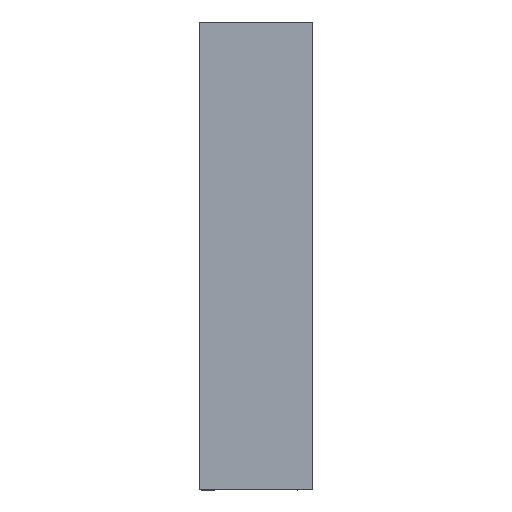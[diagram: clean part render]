
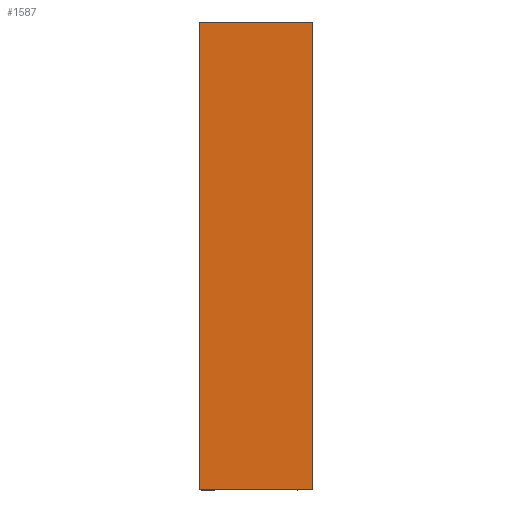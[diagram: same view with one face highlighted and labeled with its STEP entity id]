
A CAD part, top view. The second image highlights one B-rep face of the part: STEP entity #1587.
In plain terms, the highlighted planar face has unit normal (0, 0, 1).
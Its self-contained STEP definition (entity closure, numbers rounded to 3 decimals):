
#1574=AXIS2_PLACEMENT_3D('Plane Axis2P3D',#1571,#1572,#1573) ;
#369=CARTESIAN_POINT('Vertex',(0.,24.4,4.8)) ;
#372=CARTESIAN_POINT('Line Origine',(2.95,24.4,4.8)) ;
#376=CARTESIAN_POINT('Vertex',(5.9,24.4,4.8)) ;
#486=CARTESIAN_POINT('Vertex',(5.9,0.,4.8)) ;
#489=CARTESIAN_POINT('Line Origine',(2.95,0.,4.8)) ;
#493=CARTESIAN_POINT('Vertex',(0.,0.,4.8)) ;
#1559=CARTESIAN_POINT('Line Origine',(0.,12.2,4.8)) ;
#1571=CARTESIAN_POINT('Axis2P3D Location',(0.,12.2,4.8)) ;
#1576=CARTESIAN_POINT('Line Origine',(5.9,12.2,4.8)) ;
#373=DIRECTION('Vector Direction',(1.,0.,0.)) ;
#490=DIRECTION('Vector Direction',(1.,0.,0.)) ;
#1560=DIRECTION('Vector Direction',(0.,-1.,0.)) ;
#1572=DIRECTION('Axis2P3D Direction',(0.,0.,-1.)) ;
#1573=DIRECTION('Axis2P3D XDirection',(1.,0.,0.)) ;
#1577=DIRECTION('Vector Direction',(0.,-1.,0.)) ;
#374=VECTOR('Line Direction',#373,1.) ;
#491=VECTOR('Line Direction',#490,1.) ;
#1561=VECTOR('Line Direction',#1560,1.) ;
#1578=VECTOR('Line Direction',#1577,1.) ;
#1582=ORIENTED_EDGE('',*,*,#1580,.F.) ;
#1583=ORIENTED_EDGE('',*,*,#378,.T.) ;
#1584=ORIENTED_EDGE('',*,*,#1563,.T.) ;
#1585=ORIENTED_EDGE('',*,*,#495,.F.) ;
#1587=ADVANCED_FACE('S3D_gedreht',(#1586),#1575,.F.) ;
#378=EDGE_CURVE('',#377,#370,#375,.F.) ;
#495=EDGE_CURVE('',#487,#494,#492,.F.) ;
#1563=EDGE_CURVE('',#370,#494,#1562,.T.) ;
#1580=EDGE_CURVE('',#377,#487,#1579,.T.) ;
#1581=EDGE_LOOP('',(#1582,#1583,#1584,#1585)) ;
#1586=FACE_OUTER_BOUND('',#1581,.T.) ;
#375=LINE('Line',#372,#374) ;
#492=LINE('Line',#489,#491) ;
#1562=LINE('Line',#1559,#1561) ;
#1579=LINE('Line',#1576,#1578) ;
#1575=PLANE('',#1574) ;
#370=VERTEX_POINT('',#369) ;
#377=VERTEX_POINT('',#376) ;
#487=VERTEX_POINT('',#486) ;
#494=VERTEX_POINT('',#493) ;
